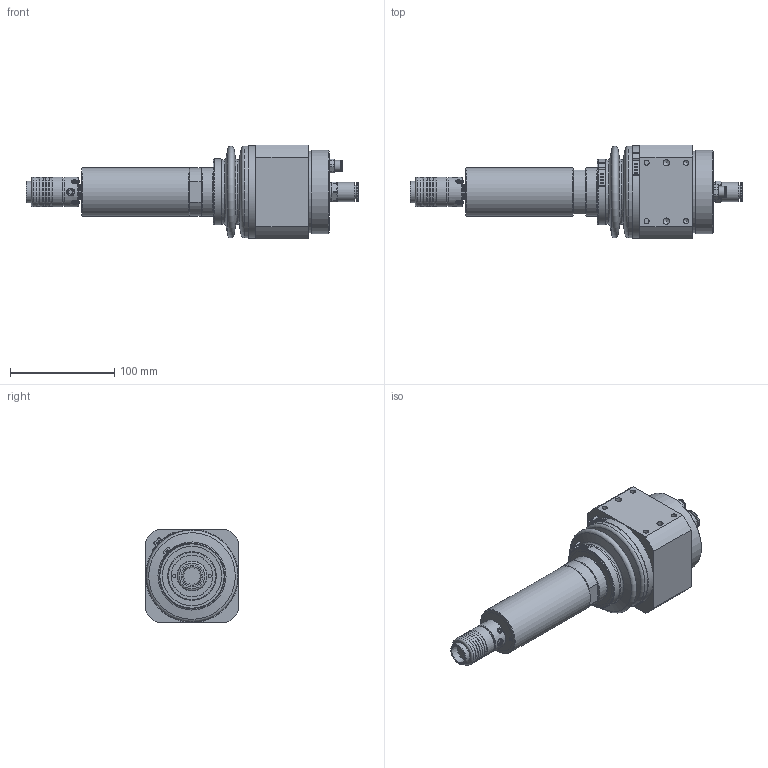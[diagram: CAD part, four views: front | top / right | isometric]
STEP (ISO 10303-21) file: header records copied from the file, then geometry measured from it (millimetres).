
FILE_DESCRIPTION(/* description */ (''),/* implementation_level */ '2;1');
FILE_NAME(/* name */ 'ESR 170 WS_60064915.stp',/* time_stamp */ '2021-09-27T15:23:33+02:00',/* author */ ('IBasyouni'),/* organization */ (''),/* preprocessor_version */ 'ST-DEVELOPER v18.1',/* originating_system */ 'Autodesk Inventor 2021',/* authorisation */ '');
FILE_SCHEMA (('AUTOMOTIVE_DESIGN { 1 0 10303 214 3 1 1 }'));
Length unit declared in the file: millimetre
Products named in the file (1): ESR 170 WS_60064915
Bounding box: 318.55 x 90 x 90 mm (x, y, z)
Volume: 930468.6 mm3; surface area: 101082.8 mm2
Topology: 1 solids, 2 shells, 380 faces, 940 edges, 610 vertices
Faces by surface type: plane 164, cylinder 128, cone 63, torus 17, bspline 6, sphere 2
Full cylindrical faces by diameter (mm): 2.5 x1, 3 x2, 4.917 x4, 5.999 x2, 6 x3, 6.647 x2, 7.2 x1, 8.565 x1, 8.566 x1, 9.9 x1, 10.6 x1, 12 x1, 13.2 x1, 13.8 x1, 14 x1, 14.95 x1, 16 x1, 17 x1, 18 x1, 18.5 x2, 21 x1, 21.1 x1, 23 x1, 26 x1, 28.4 x4, 28.6 x1, 36 x1, 46 x1, 46.5 x2, 62 x2
Entity records: 13265 total; most frequent: CARTESIAN_POINT 3641, DIRECTION 1983, ORIENTED_EDGE 1868, EDGE_CURVE 934, AXIS2_PLACEMENT_3D 794, VERTEX_POINT 610, EDGE_LOOP 450, CIRCLE 396
